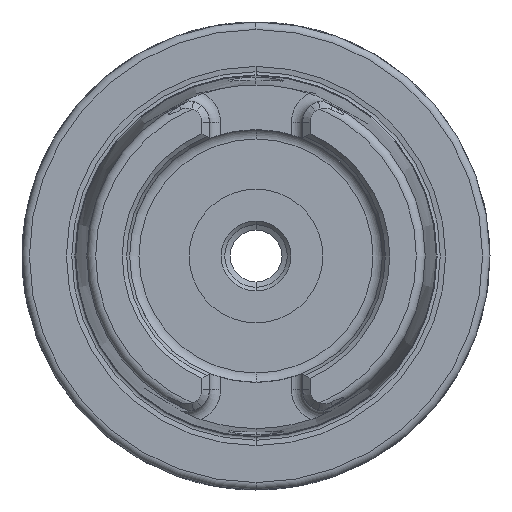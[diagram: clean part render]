
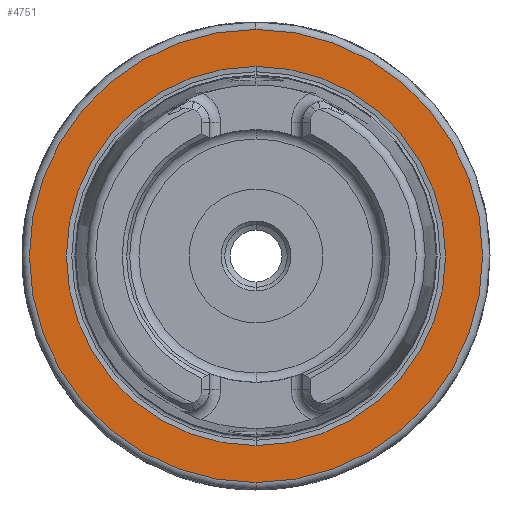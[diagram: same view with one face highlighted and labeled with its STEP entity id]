
A CAD part, left-side view. The second image highlights one B-rep face of the part: STEP entity #4751.
In plain terms, the highlighted planar face has unit normal (-1, 0, 0).
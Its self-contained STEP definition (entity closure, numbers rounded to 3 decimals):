
#69 = VERTEX_POINT ( 'NONE', #4326 ) ;
#423 = CARTESIAN_POINT ( 'NONE',  ( -49., 0., -30.5 ) ) ;
#700 = DIRECTION ( 'NONE',  ( 0., 0., -1. ) ) ;
#1374 = DIRECTION ( 'NONE',  ( -1., 0., 0. ) ) ;
#1409 = CARTESIAN_POINT ( 'NONE',  ( -49., 0., 0. ) ) ;
#2486 = CIRCLE ( 'NONE', #4989, 25.521 ) ;
#2541 = CARTESIAN_POINT ( 'NONE',  ( -49., 0., -25.521 ) ) ;
#2738 = ORIENTED_EDGE ( 'NONE', *, *, #3330, .T. ) ;
#2919 = ORIENTED_EDGE ( 'NONE', *, *, #3667, .T. ) ;
#2997 = ORIENTED_EDGE ( 'NONE', *, *, #5320, .T. ) ;
#3072 = ORIENTED_EDGE ( 'NONE', *, *, #3395, .T. ) ;
#3198 = DIRECTION ( 'NONE',  ( 0., 0., -1. ) ) ;
#3330 = EDGE_CURVE ( 'NONE', #7576, #69, #6497, .T. ) ;
#3395 = EDGE_CURVE ( 'NONE', #7825, #6163, #6487, .T. ) ;
#3495 = FACE_BOUND ( 'NONE', #7489, .T. ) ;
#3517 = FACE_OUTER_BOUND ( 'NONE', #8561, .T. ) ;
#3561 = AXIS2_PLACEMENT_3D ( 'NONE', #6667, #6064, #5822 ) ;
#3667 = EDGE_CURVE ( 'NONE', #69, #7576, #5948, .T. ) ;
#3748 = CARTESIAN_POINT ( 'NONE',  ( -49., 0., 0. ) ) ;
#3862 = DIRECTION ( 'NONE',  ( 1., 0., 0. ) ) ;
#4252 = AXIS2_PLACEMENT_3D ( 'NONE', #1409, #1374, #700 ) ;
#4326 = CARTESIAN_POINT ( 'NONE',  ( -49., 0., 30.5 ) ) ;
#4466 = DIRECTION ( 'NONE',  ( 0., 0., -1. ) ) ;
#4751 = ADVANCED_FACE ( 'NONE', ( #3517, #3495 ), #6711, .F. ) ;
#4989 = AXIS2_PLACEMENT_3D ( 'NONE', #8106, #3862, #8784 ) ;
#5320 = EDGE_CURVE ( 'NONE', #6163, #7825, #2486, .T. ) ;
#5822 = DIRECTION ( 'NONE',  ( 0., 0., -1. ) ) ;
#5948 = CIRCLE ( 'NONE', #9024, 30.5 ) ;
#6064 = DIRECTION ( 'NONE',  ( 1., 0., 0. ) ) ;
#6163 = VERTEX_POINT ( 'NONE', #8432 ) ;
#6487 = CIRCLE ( 'NONE', #3561, 25.521 ) ;
#6497 = CIRCLE ( 'NONE', #4252, 30.5 ) ;
#6667 = CARTESIAN_POINT ( 'NONE',  ( -49., 0., 0. ) ) ;
#6711 = PLANE ( 'NONE',  #6899 ) ;
#6749 = CARTESIAN_POINT ( 'NONE',  ( -49., 31.5, 0. ) ) ;
#6899 = AXIS2_PLACEMENT_3D ( 'NONE', #6749, #7449, #3198 ) ;
#7449 = DIRECTION ( 'NONE',  ( 1., 0., 0. ) ) ;
#7489 = EDGE_LOOP ( 'NONE', ( #2997, #3072 ) ) ;
#7576 = VERTEX_POINT ( 'NONE', #423 ) ;
#7825 = VERTEX_POINT ( 'NONE', #2541 ) ;
#8106 = CARTESIAN_POINT ( 'NONE',  ( -49., 0., 0. ) ) ;
#8432 = CARTESIAN_POINT ( 'NONE',  ( -49., 0., 25.521 ) ) ;
#8561 = EDGE_LOOP ( 'NONE', ( #2738, #2919 ) ) ;
#8679 = DIRECTION ( 'NONE',  ( -1., 0., 0. ) ) ;
#8784 = DIRECTION ( 'NONE',  ( 0., 0., -1. ) ) ;
#9024 = AXIS2_PLACEMENT_3D ( 'NONE', #3748, #8679, #4466 ) ;
